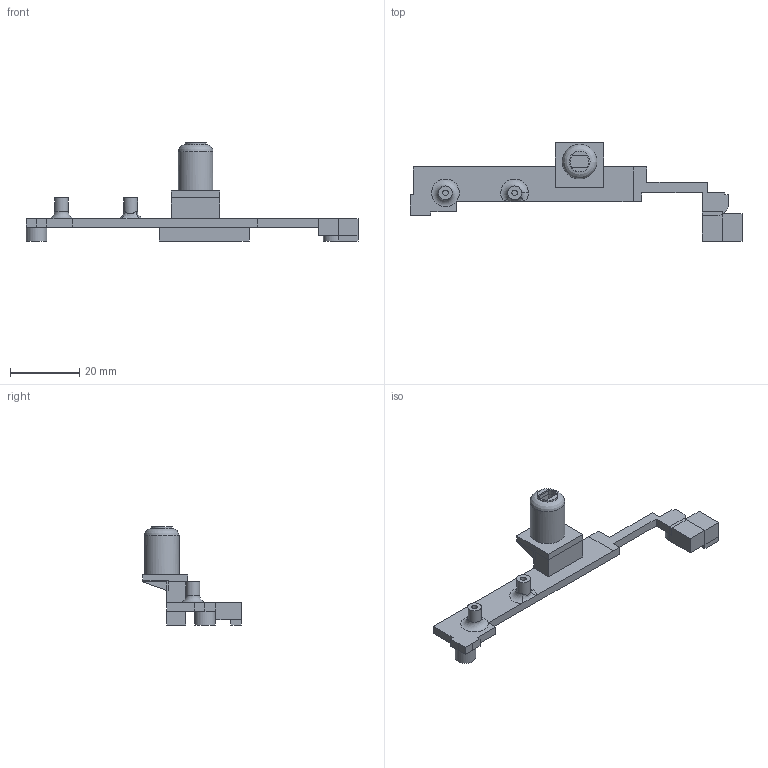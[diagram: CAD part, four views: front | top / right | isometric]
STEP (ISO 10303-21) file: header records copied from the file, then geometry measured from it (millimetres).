
FILE_DESCRIPTION(('FreeCAD Model'),'2;1');
FILE_NAME('stand.step','2020-02-11T21:39:11',('Author'),(''), 'Open CASCADE STEP processor 7.3','FreeCAD','Unknown');
FILE_SCHEMA(('AUTOMOTIVE_DESIGN { 1 0 10303 214 1 1 1 1 }'));
Length unit declared in the file: millimetre
Products named in the file (1): Body
Bounding box: 96 x 28.5 x 28.35 mm (x, y, z)
Volume: 5315.9 mm3; surface area: 4300.2 mm2
Topology: 1 solids, 1 shells, 105 faces, 241 edges, 146 vertices
Faces by surface type: plane 83, cylinder 16, torus 3, bspline 2, extrusion 1
Full cylindrical faces by diameter (mm): 1.6 x5, 4 x2, 6 x2, 10 x1
Entity records: 6328 total; most frequent: CARTESIAN_POINT 1323, DIRECTION 952, VECTOR 642, LINE 641, ORIENTED_EDGE 482, PCURVE 482, DEFINITIONAL_REPRESENTATION 482, EDGE_CURVE 241
